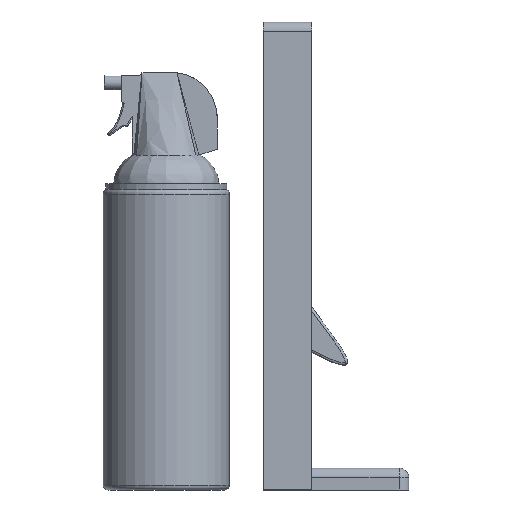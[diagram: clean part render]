
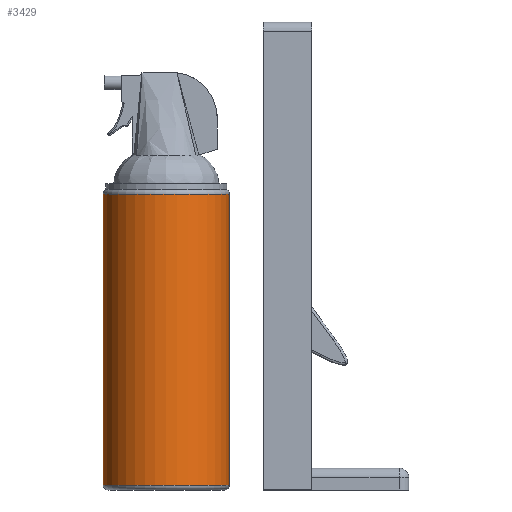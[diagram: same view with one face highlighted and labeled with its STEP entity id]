
A CAD part, left-side view. The second image highlights one B-rep face of the part: STEP entity #3429.
In plain terms, the highlighted cylindrical face has radius 33.02 mm (diameter 66.04 mm), a full revolution.
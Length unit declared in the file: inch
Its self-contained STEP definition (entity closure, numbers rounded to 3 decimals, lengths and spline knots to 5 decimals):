
#267=CIRCLE('',#3664,1.3);
#270=CIRCLE('',#3668,1.3);
#354=FACE_OUTER_BOUND('',#552,.T.);
#552=EDGE_LOOP('',(#2570,#2571,#2572,#2573));
#777=LINE('',#5632,#1176);
#1176=VECTOR('',#4053,1.3);
#1576=VERTEX_POINT('',#5624);
#1578=VERTEX_POINT('',#5630);
#1945=EDGE_CURVE('',#1576,#1576,#267,.T.);
#1948=EDGE_CURVE('',#1578,#1578,#270,.T.);
#1949=EDGE_CURVE('',#1578,#1576,#777,.T.);
#2570=ORIENTED_EDGE('',*,*,#1948,.F.);
#2571=ORIENTED_EDGE('',*,*,#1949,.T.);
#2572=ORIENTED_EDGE('',*,*,#1945,.F.);
#2573=ORIENTED_EDGE('',*,*,#1949,.F.);
#3362=CYLINDRICAL_SURFACE('',#3667,1.3);
#3429=ADVANCED_FACE('',(#354),#3362,.T.);
#3664=AXIS2_PLACEMENT_3D('',#5625,#4043,#4044);
#3667=AXIS2_PLACEMENT_3D('',#5629,#4049,#4050);
#3668=AXIS2_PLACEMENT_3D('',#5631,#4051,#4052);
#4043=DIRECTION('center_axis',(0.,0.,-1.));
#4044=DIRECTION('ref_axis',(1.,0.,0.));
#4049=DIRECTION('center_axis',(0.,0.,1.));
#4050=DIRECTION('ref_axis',(1.,0.,0.));
#4051=DIRECTION('center_axis',(0.,0.,1.));
#4052=DIRECTION('ref_axis',(1.,0.,0.));
#4053=DIRECTION('',(0.,0.,-1.));
#5624=CARTESIAN_POINT('',(-1.3,0.,0.1));
#5625=CARTESIAN_POINT('Origin',(0.,0.,0.1));
#5629=CARTESIAN_POINT('Origin',(0.,0.,0.));
#5630=CARTESIAN_POINT('',(-1.3,0.,6.1));
#5631=CARTESIAN_POINT('Origin',(0.,0.,6.1));
#5632=CARTESIAN_POINT('',(-1.3,0.,0.));
